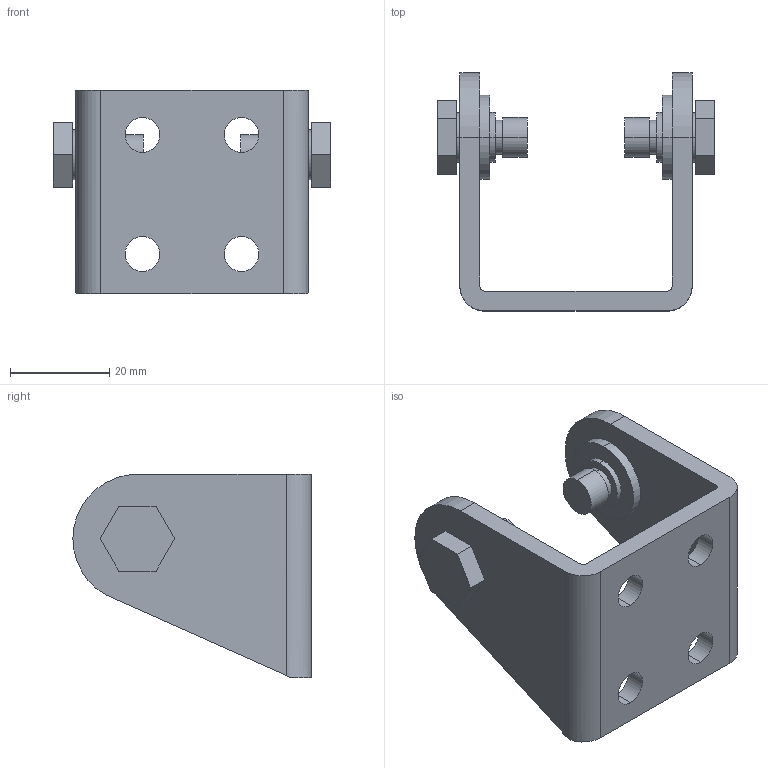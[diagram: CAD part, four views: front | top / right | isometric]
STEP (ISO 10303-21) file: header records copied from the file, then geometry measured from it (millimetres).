
FILE_DESCRIPTION (( 'STEP AP214' ), '1' );
FILE_NAME ('C75C32.STEP', '2018-06-18T07:25:30', ( 'SONIC' ), ( 'UNITCOM PC' ), 'SwSTEP 2.0', 'SolidWorks 2015', '' );
FILE_SCHEMA (( 'AUTOMOTIVE_DESIGN' ));
Length unit declared in the file: millimetre
Products named in the file (1): C75C32
Bounding box: 56 x 48 x 41 mm (x, y, z)
Volume: 20182.1 mm3; surface area: 12585.6 mm2
Topology: 3 solids, 3 shells, 74 faces, 172 edges, 114 vertices
Faces by surface type: cylinder 38, plane 36
Entity records: 2210 total; most frequent: DIRECTION 392, CARTESIAN_POINT 373, ORIENTED_EDGE 344, EDGE_CURVE 172, AXIS2_PLACEMENT_3D 149, VERTEX_POINT 114, EDGE_LOOP 96, VECTOR 94
